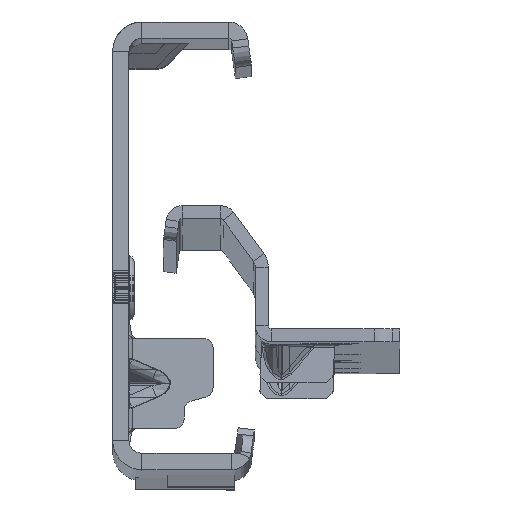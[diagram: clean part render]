
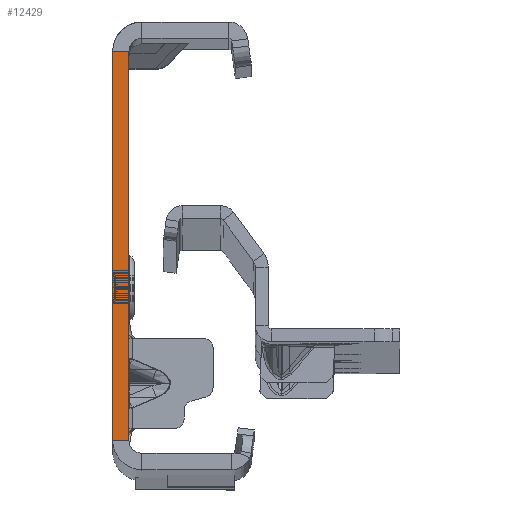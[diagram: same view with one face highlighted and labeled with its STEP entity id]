
A CAD part, top view. The second image highlights one B-rep face of the part: STEP entity #12429.
In plain terms, the highlighted planar face has unit normal (0, 0, 1).
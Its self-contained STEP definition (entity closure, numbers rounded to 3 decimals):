
#82 = CARTESIAN_POINT ( 'NONE',  ( -2.5, 30., 0. ) ) ;
#897 = EDGE_CURVE ( 'NONE', #23549, #4653, #23664, .T. ) ;
#911 = ORIENTED_EDGE ( 'NONE', *, *, #17980, .T. ) ;
#2493 = CARTESIAN_POINT ( 'NONE',  ( -2.5, -32., 0. ) ) ;
#3675 = CARTESIAN_POINT ( 'NONE',  ( -2.5, -32., 0. ) ) ;
#4020 = VERTEX_POINT ( 'NONE', #82 ) ;
#4157 = LINE ( 'NONE', #13254, #12444 ) ;
#4653 = VERTEX_POINT ( 'NONE', #20565 ) ;
#4870 = ORIENTED_EDGE ( 'NONE', *, *, #15676, .T. ) ;
#5567 = CARTESIAN_POINT ( 'NONE',  ( 0., 30., 0. ) ) ;
#6052 = CARTESIAN_POINT ( 'NONE',  ( 0., 30., 0. ) ) ;
#6196 = VECTOR ( 'NONE', #8305, 1000. ) ;
#7225 = AXIS2_PLACEMENT_3D ( 'NONE', #3675, #9581, #21187 ) ;
#7557 = DIRECTION ( 'NONE',  ( 0., -1., 0. ) ) ;
#7889 = DIRECTION ( 'NONE',  ( -1., 0., 0. ) ) ;
#8305 = DIRECTION ( 'NONE',  ( 0., -1., 0. ) ) ;
#9046 = EDGE_LOOP ( 'NONE', ( #24466, #4870, #911, #17068 ) ) ;
#9581 = DIRECTION ( 'NONE',  ( 0., 0., 1. ) ) ;
#11016 = VERTEX_POINT ( 'NONE', #5567 ) ;
#12398 = EDGE_CURVE ( 'NONE', #11016, #23549, #4157, .T. ) ;
#12429 = ADVANCED_FACE ( 'NONE', ( #20951 ), #19173, .T. ) ;
#12444 = VECTOR ( 'NONE', #7557, 1000. ) ;
#12911 = CARTESIAN_POINT ( 'NONE',  ( 0., -30., 0. ) ) ;
#13254 = CARTESIAN_POINT ( 'NONE',  ( 0., -32., 0. ) ) ;
#13768 = DIRECTION ( 'NONE',  ( -1., 0., 0. ) ) ;
#15676 = EDGE_CURVE ( 'NONE', #11016, #4020, #21329, .T. ) ;
#16384 = LINE ( 'NONE', #2493, #6196 ) ;
#17068 = ORIENTED_EDGE ( 'NONE', *, *, #897, .F. ) ;
#17980 = EDGE_CURVE ( 'NONE', #4020, #4653, #16384, .T. ) ;
#19173 = PLANE ( 'NONE',  #7225 ) ;
#20565 = CARTESIAN_POINT ( 'NONE',  ( -2.5, -30., 0. ) ) ;
#20951 = FACE_OUTER_BOUND ( 'NONE', #9046, .T. ) ;
#21187 = DIRECTION ( 'NONE',  ( 1., 0., 0. ) ) ;
#21329 = LINE ( 'NONE', #6052, #23406 ) ;
#21401 = CARTESIAN_POINT ( 'NONE',  ( 0., -30., 0. ) ) ;
#23406 = VECTOR ( 'NONE', #13768, 1000. ) ;
#23549 = VERTEX_POINT ( 'NONE', #12911 ) ;
#23664 = LINE ( 'NONE', #21401, #24943 ) ;
#24466 = ORIENTED_EDGE ( 'NONE', *, *, #12398, .F. ) ;
#24943 = VECTOR ( 'NONE', #7889, 1000. ) ;
